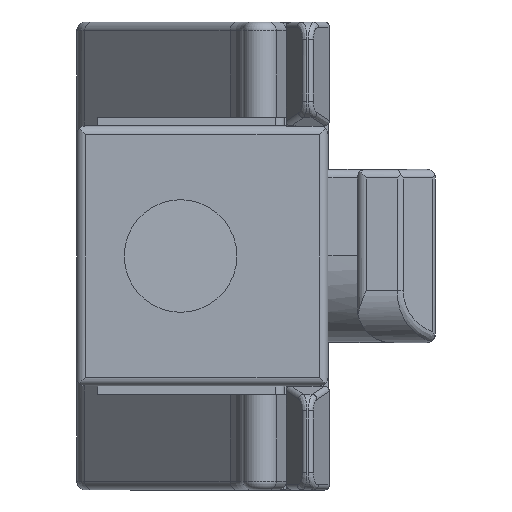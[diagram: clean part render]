
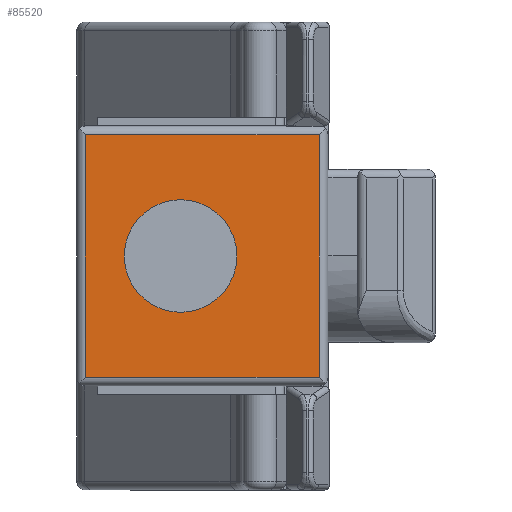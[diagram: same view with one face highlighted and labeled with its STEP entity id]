
A CAD part, left-side view. The second image highlights one B-rep face of the part: STEP entity #85520.
In plain terms, the highlighted planar face has unit normal (-1, 0, 0).
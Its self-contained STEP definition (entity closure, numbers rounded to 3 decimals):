
#79190=CARTESIAN_POINT('',(-19.75,14.,6.5));
#79200=VERTEX_POINT('',#79190);
#79540=CARTESIAN_POINT('',(-19.75,14.,20.5));
#79550=VERTEX_POINT('',#79540);
#79580=CARTESIAN_POINT('',(-19.75,14.,21.));
#79590=DIRECTION('',(0.,0.,-1.));
#79600=VECTOR('',#79590,1.);
#79610=LINE('',#79580,#79600);
#79620=EDGE_CURVE('',#79550,#79200,#79610,.T.);
#85070=CARTESIAN_POINT('',(-19.75,-0.14,21.15));
#85080=DIRECTION('',(1.,0.,0.));
#85090=DIRECTION('',(0.,-1.,0.));
#85100=AXIS2_PLACEMENT_3D('',#85070,#85080,#85090);
#85110=PLANE('',#85100);
#85120=CARTESIAN_POINT('',(-19.75,8.5,13.5));
#85130=DIRECTION('',(1.,0.,0.));
#85140=DIRECTION('',(0.,1.,0.));
#85150=AXIS2_PLACEMENT_3D('',#85120,#85130,#85140);
#85160=CIRCLE('',#85150,3.25);
#85170=CARTESIAN_POINT('',(-19.75,11.75,13.5));
#85180=VERTEX_POINT('',#85170);
#85190=CARTESIAN_POINT('',(-19.75,5.25,13.5));
#85200=VERTEX_POINT('',#85190);
#85210=EDGE_CURVE('',#85180,#85200,#85160,.T.);
#85220=ORIENTED_EDGE('',*,*,#85210,.T.);
#85230=EDGE_CURVE('',#85200,#85180,#85160,.T.);
#85240=ORIENTED_EDGE('',*,*,#85230,.T.);
#85250=EDGE_LOOP('',(#85240,#85220));
#85260=FACE_BOUND('',#85250,.T.);
#85270=CARTESIAN_POINT('',(-19.75,0.,6.5));
#85280=DIRECTION('',(0.,1.,0.));
#85290=VECTOR('',#85280,1.);
#85300=LINE('',#85270,#85290);
#85310=CARTESIAN_POINT('',(-19.75,0.5,6.5));
#85320=VERTEX_POINT('',#85310);
#85330=EDGE_CURVE('',#85320,#79200,#85300,.T.);
#85340=ORIENTED_EDGE('',*,*,#85330,.F.);
#85350=ORIENTED_EDGE('',*,*,#79620,.T.);
#85360=CARTESIAN_POINT('',(-19.75,0.,20.5));
#85370=DIRECTION('',(0.,1.,0.));
#85380=VECTOR('',#85370,1.);
#85390=LINE('',#85360,#85380);
#85400=CARTESIAN_POINT('',(-19.75,0.5,20.5));
#85410=VERTEX_POINT('',#85400);
#85420=EDGE_CURVE('',#85410,#79550,#85390,.T.);
#85430=ORIENTED_EDGE('',*,*,#85420,.T.);
#85440=CARTESIAN_POINT('',(-19.75,0.5,0.));
#85450=DIRECTION('',(0.,0.,1.));
#85460=VECTOR('',#85450,1.);
#85470=LINE('',#85440,#85460);
#85480=EDGE_CURVE('',#85320,#85410,#85470,.T.);
#85490=ORIENTED_EDGE('',*,*,#85480,.T.);
#85500=EDGE_LOOP('',(#85490,#85430,#85350,#85340));
#85510=FACE_OUTER_BOUND('',#85500,.T.);
#85520=ADVANCED_FACE('',(#85260,#85510),#85110,.F.);
